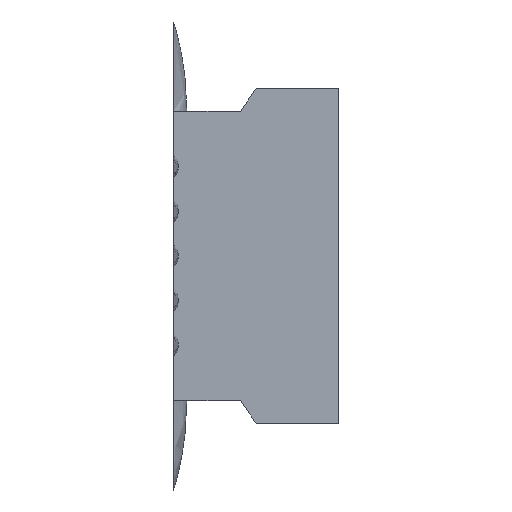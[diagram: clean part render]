
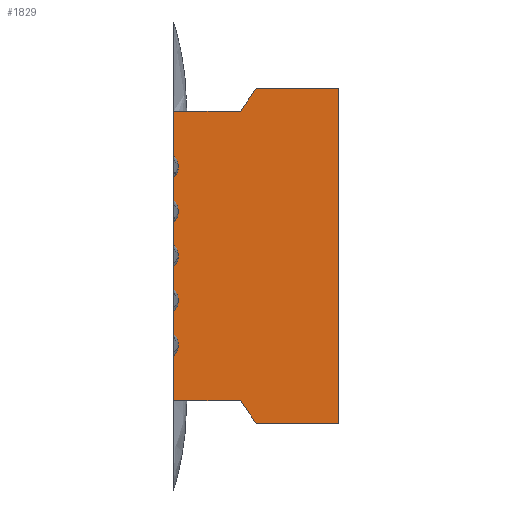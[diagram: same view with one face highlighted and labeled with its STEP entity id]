
A CAD part, left-side view. The second image highlights one B-rep face of the part: STEP entity #1829.
In plain terms, the highlighted planar face has unit normal (-1, 0, 0).
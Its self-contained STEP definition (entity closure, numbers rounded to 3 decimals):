
#74 = PLANE ( 'NONE',  #2433 ) ;
#98 = DIRECTION ( 'NONE',  ( -1., 0., 0. ) ) ;
#109 = ORIENTED_EDGE ( 'NONE', *, *, #4948, .T. ) ;
#168 = DIRECTION ( 'NONE',  ( 0., -1., 0. ) ) ;
#195 = DIRECTION ( 'NONE',  ( 0., 0., -1. ) ) ;
#218 = LINE ( 'NONE', #1375, #1641 ) ;
#292 = CARTESIAN_POINT ( 'NONE',  ( 35.95, 0., 12.2 ) ) ;
#293 = VECTOR ( 'NONE', #4735, 1000. ) ;
#330 = ORIENTED_EDGE ( 'NONE', *, *, #2057, .F. ) ;
#347 = DIRECTION ( 'NONE',  ( 0., -1., 0. ) ) ;
#370 = LINE ( 'NONE', #4889, #4686 ) ;
#544 = EDGE_CURVE ( 'NONE', #3098, #4140, #218, .T. ) ;
#594 = LINE ( 'NONE', #1301, #3064 ) ;
#763 = DIRECTION ( 'NONE',  ( 0., -1., 0. ) ) ;
#848 = CARTESIAN_POINT ( 'NONE',  ( 35.95, -3.7, 5.2 ) ) ;
#861 = CARTESIAN_POINT ( 'NONE',  ( 35.95, -3.7, 12.7 ) ) ;
#972 = CARTESIAN_POINT ( 'NONE',  ( 35.95, -0.75, 12.2 ) ) ;
#1242 = CARTESIAN_POINT ( 'NONE',  ( 35.95, -1.85, 12.7 ) ) ;
#1301 = CARTESIAN_POINT ( 'NONE',  ( 35.95, 0., 12.7 ) ) ;
#1373 = DIRECTION ( 'NONE',  ( 0., -1., 0. ) ) ;
#1375 = CARTESIAN_POINT ( 'NONE',  ( 35.95, -3.7, 5.2 ) ) ;
#1432 = LINE ( 'NONE', #3085, #293 ) ;
#1636 = LINE ( 'NONE', #5266, #2870 ) ;
#1641 = VECTOR ( 'NONE', #2596, 1000. ) ;
#1717 = EDGE_CURVE ( 'NONE', #2696, #2677, #1636, .T. ) ;
#1777 = CARTESIAN_POINT ( 'NONE',  ( 35.95, 0., 5.2 ) ) ;
#1827 = ORIENTED_EDGE ( 'NONE', *, *, #2993, .T. ) ;
#1829 = ADVANCED_FACE ( 'NONE', ( #4977 ), #74, .T. ) ;
#1903 = VERTEX_POINT ( 'NONE', #3130 ) ;
#1970 = CARTESIAN_POINT ( 'NONE',  ( 35.95, 0.216, 8.151 ) ) ;
#2057 = EDGE_CURVE ( 'NONE', #4441, #3098, #370, .T. ) ;
#2130 = DIRECTION ( 'NONE',  ( 0., 0., 1. ) ) ;
#2257 = ORIENTED_EDGE ( 'NONE', *, *, #5005, .F. ) ;
#2353 = CARTESIAN_POINT ( 'NONE',  ( 35.95, -1.85, 5.2 ) ) ;
#2415 = ORIENTED_EDGE ( 'NONE', *, *, #2760, .T. ) ;
#2433 = AXIS2_PLACEMENT_3D ( 'NONE', #3321, #98, #2130 ) ;
#2596 = DIRECTION ( 'NONE',  ( 0., 0., -1. ) ) ;
#2677 = VERTEX_POINT ( 'NONE', #2685 ) ;
#2685 = CARTESIAN_POINT ( 'NONE',  ( 35.95, -1.5, 5.7 ) ) ;
#2696 = VERTEX_POINT ( 'NONE', #3844 ) ;
#2718 = VECTOR ( 'NONE', #168, 1000. ) ;
#2740 = DIRECTION ( 'NONE',  ( 0., -0.573, -0.819 ) ) ;
#2760 = EDGE_CURVE ( 'NONE', #2677, #3347, #3622, .T. ) ;
#2870 = VECTOR ( 'NONE', #347, 1000. ) ;
#2993 = EDGE_CURVE ( 'NONE', #3347, #4140, #4709, .T. ) ;
#3064 = VECTOR ( 'NONE', #195, 1000. ) ;
#3085 = CARTESIAN_POINT ( 'NONE',  ( 35.95, 0.216, 9.749 ) ) ;
#3098 = VERTEX_POINT ( 'NONE', #861 ) ;
#3130 = CARTESIAN_POINT ( 'NONE',  ( 35.95, -1.5, 12.2 ) ) ;
#3321 = CARTESIAN_POINT ( 'NONE',  ( 35.95, 0., 12.7 ) ) ;
#3347 = VERTEX_POINT ( 'NONE', #2353 ) ;
#3622 = LINE ( 'NONE', #1970, #4862 ) ;
#3844 = CARTESIAN_POINT ( 'NONE',  ( 35.95, 0., 5.7 ) ) ;
#3853 = VERTEX_POINT ( 'NONE', #292 ) ;
#3900 = LINE ( 'NONE', #972, #2718 ) ;
#4140 = VERTEX_POINT ( 'NONE', #848 ) ;
#4295 = ORIENTED_EDGE ( 'NONE', *, *, #544, .F. ) ;
#4425 = VECTOR ( 'NONE', #1373, 1000. ) ;
#4441 = VERTEX_POINT ( 'NONE', #1242 ) ;
#4602 = EDGE_CURVE ( 'NONE', #1903, #4441, #1432, .T. ) ;
#4684 = ORIENTED_EDGE ( 'NONE', *, *, #4602, .F. ) ;
#4686 = VECTOR ( 'NONE', #763, 1000. ) ;
#4709 = LINE ( 'NONE', #1777, #4425 ) ;
#4735 = DIRECTION ( 'NONE',  ( 0., -0.573, 0.819 ) ) ;
#4862 = VECTOR ( 'NONE', #2740, 1000. ) ;
#4889 = CARTESIAN_POINT ( 'NONE',  ( 35.95, 0., 12.7 ) ) ;
#4948 = EDGE_CURVE ( 'NONE', #3853, #2696, #594, .T. ) ;
#4977 = FACE_OUTER_BOUND ( 'NONE', #5235, .T. ) ;
#4992 = ORIENTED_EDGE ( 'NONE', *, *, #1717, .T. ) ;
#5005 = EDGE_CURVE ( 'NONE', #3853, #1903, #3900, .T. ) ;
#5235 = EDGE_LOOP ( 'NONE', ( #109, #4992, #2415, #1827, #4295, #330, #4684, #2257 ) ) ;
#5266 = CARTESIAN_POINT ( 'NONE',  ( 35.95, -0.75, 5.7 ) ) ;
